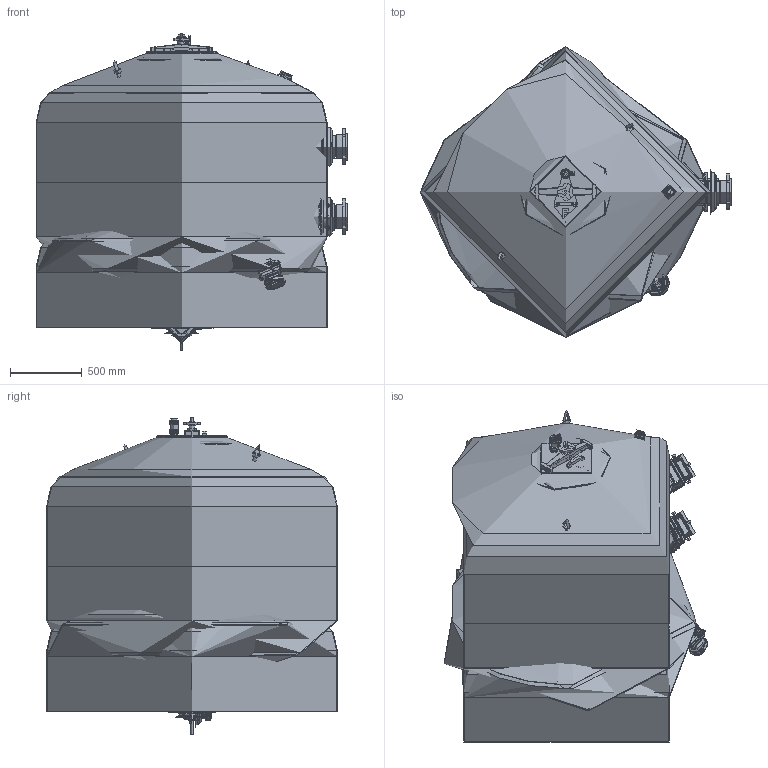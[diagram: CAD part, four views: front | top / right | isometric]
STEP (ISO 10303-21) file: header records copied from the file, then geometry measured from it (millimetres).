
FILE_DESCRIPTION( ( '' ), '1' );
FILE_NAME( '170705 HCFF791402WVA (VFSCN220014H).stp', '2017-07-19T09:13:01', ( 'Fiberpool Internacional' ), ( 'Fiberpool Internacional' ), 'PSStep 14.0', 'SolidEdgeST3', ' ' );
FILE_SCHEMA( ( 'AUTOMOTIVE_DESIGN { 1 0 10303 214 1 1 1 1 }' ) );
Length unit declared in the file: millimetre
Products named in the file (60): filtre 2000 FB HAYW 170705-oa12; Sortida Descarga arena Ø90 2010-oa7; Desaigua filtre industrial 1pols-oa8; Válvula de bola 32-1pols; Tapa oval filtro industrial completa 2,5 BARS-oa6; Brida tornillos d-90; TAPON NETVITC Ø 90 C-B (CON TORNILLERIA INOX 316); Sortida tornillos d-140 1800-2000-oa14; Junta Netvitc System Ø90 EPDM con anillo acero A-4; Base tapa ovalada filtro 2,5 BARS-oa3; Manòmetre  ; Brida Netvitc System Ø90; Manòmetre filtro industrial 2011 -oa9; Sortida tornillos d-140 1800-2000-oa16; Assem1; Brida tornillos d-160-oa13; ½ Brida Netvitc System Ø90; Screw_DIN_912_M8x40_v8.00; Nut_DIN_934_M8_v8.00; Junta Netvitc System Ø90 EPDM; Anillo Acero A-4 Netvitc System Ø90; cos válvula 32-1pols; manguito valvula bola 32-1pols; femella valvula 32-1pols; maneta válvula 32-1pols; Tapon Netvitc System Ø90; Portabrida Netvitc System Ø90 PVC; Volante filtro-oa4; cos manòmetre filtre industrial; fons manòmetre; agulla manòmetre; vidre manòmetre; Varilla Roscada M-14x165mm Inox 304; TUERCA SUPERIOR SUJ_JUNTA TAP_OV; Base tapa ovalada filtro 2,5 BAR Act-oa2; CUERPO BRIDA DE TORNILLOS D-90 Rev140124; Tornillo M-10x55 Zinc. DIN 933; Embellidor manòmetre PVC; Tubo Ø90 L= 100mm; Embellecedor d-90 ...
Bounding box: 2175.5 x 2030 x 2215.5 mm (x, y, z)
Volume: 377717093.9 mm3; surface area: 107637385.4 mm2
Topology: 288 solids, 288 shells, 6962 faces, 16766 edges, 10755 vertices
Faces by surface type: plane 3968, cylinder 1957, cone 420, bspline 311, torus 258, sphere 32, offset 10, extrusion 6
Full cylindrical faces by diameter (mm): 4 x48, 6 x45, 6.466 x11, 6.647 x11, 8 x30, 10 x55, 11.75 x3, 11.835 x5, 12 x5, 13 x19, 14 x27, 14.5 x5, 15.5 x4, 16 x4, 17 x40, 19.6 x5, 21 x7, 23 x4, 23.5 x8, 24 x10, 25 x15, 26 x16, 27 x3, 29 x5, 29.605 x8, 30 x15, 32 x26, 35.5 x7, 37.5 x4, 38 x4
Entity records: 78659 total; most frequent: CARTESIAN_POINT 44385, DIRECTION 5275, ORIENTED_EDGE 4700, EDGE_CURVE 2350, AXIS2_PLACEMENT_3D 2063, VERTEX_POINT 1616, EDGE_LOOP 1534, FACE_OUTER_BOUND 1299
